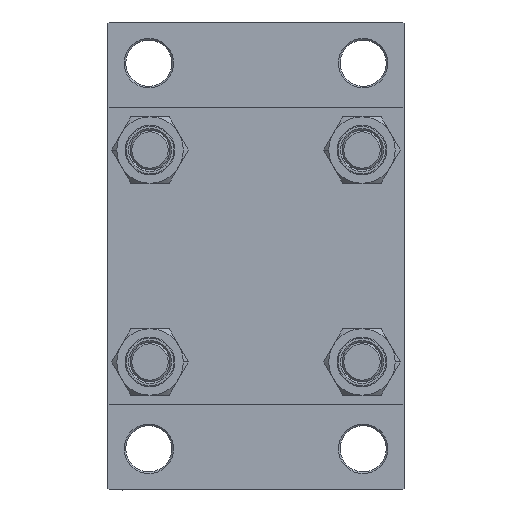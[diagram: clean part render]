
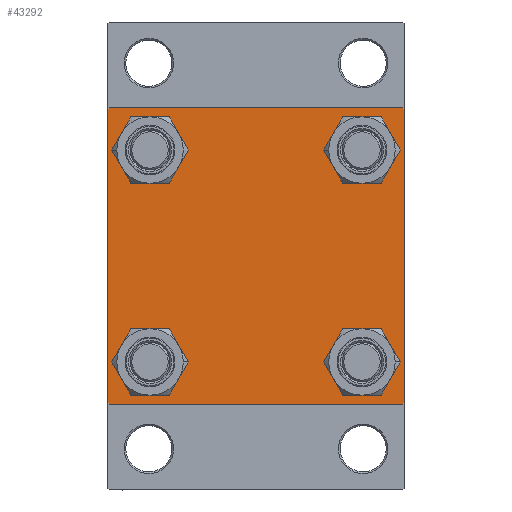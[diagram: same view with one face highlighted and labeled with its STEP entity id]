
A CAD part, left-side view. The second image highlights one B-rep face of the part: STEP entity #43292.
In plain terms, the highlighted planar face has unit normal (-1, 0, 0).
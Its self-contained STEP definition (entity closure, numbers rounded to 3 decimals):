
#332 = CARTESIAN_POINT ( 'NONE',  ( 0., 44.75, 44.75 ) ) ;
#1217 = CARTESIAN_POINT ( 'NONE',  ( 0., 45., 45. ) ) ;
#1741 = CARTESIAN_POINT ( 'NONE',  ( 0., 32.15, -25.65 ) ) ;
#1758 = FACE_BOUND ( 'NONE', #4925, .T. ) ;
#1876 = VERTEX_POINT ( 'NONE', #6340 ) ;
#2174 = CIRCLE ( 'NONE', #37979, 6.5 ) ;
#2409 = ORIENTED_EDGE ( 'NONE', *, *, #7725, .F. ) ;
#2701 = FACE_BOUND ( 'NONE', #13193, .T. ) ;
#2878 = VECTOR ( 'NONE', #31579, 1000. ) ;
#3071 = ORIENTED_EDGE ( 'NONE', *, *, #26065, .T. ) ;
#3444 = VERTEX_POINT ( 'NONE', #16682 ) ;
#3525 = ORIENTED_EDGE ( 'NONE', *, *, #10206, .T. ) ;
#3567 = DIRECTION ( 'NONE',  ( 0., 0., 1. ) ) ;
#3914 = CARTESIAN_POINT ( 'NONE',  ( 0., -45., 44.5 ) ) ;
#4122 = EDGE_CURVE ( 'NONE', #9308, #11982, #34823, .T. ) ;
#4546 = CARTESIAN_POINT ( 'NONE',  ( 0., -32.15, 32.15 ) ) ;
#4925 = EDGE_LOOP ( 'NONE', ( #12434, #9498 ) ) ;
#6026 = FACE_BOUND ( 'NONE', #40953, .T. ) ;
#6044 = CARTESIAN_POINT ( 'NONE',  ( 0., -45., 45. ) ) ;
#6271 = DIRECTION ( 'NONE',  ( 0., 0., 1. ) ) ;
#6325 = DIRECTION ( 'NONE',  ( 0., 0., 1. ) ) ;
#6340 = CARTESIAN_POINT ( 'NONE',  ( 0., -44.5, 45. ) ) ;
#6505 = CARTESIAN_POINT ( 'NONE',  ( 0., 45., 44.5 ) ) ;
#6783 = DIRECTION ( 'NONE',  ( 0., 0., 1. ) ) ;
#7065 = DIRECTION ( 'NONE',  ( 0., 0., 1. ) ) ;
#7105 = ORIENTED_EDGE ( 'NONE', *, *, #9752, .T. ) ;
#7230 = ORIENTED_EDGE ( 'NONE', *, *, #7958, .T. ) ;
#7419 = ORIENTED_EDGE ( 'NONE', *, *, #34704, .T. ) ;
#7725 = EDGE_CURVE ( 'NONE', #3444, #1876, #45035, .T. ) ;
#7958 = EDGE_CURVE ( 'NONE', #30416, #27410, #32577, .T. ) ;
#8138 = CARTESIAN_POINT ( 'NONE',  ( 0., 32.15, -32.15 ) ) ;
#8248 = CIRCLE ( 'NONE', #24251, 6.5 ) ;
#8706 = ORIENTED_EDGE ( 'NONE', *, *, #23674, .T. ) ;
#9103 = DIRECTION ( 'NONE',  ( 0., 0.707, 0.707 ) ) ;
#9308 = VERTEX_POINT ( 'NONE', #9947 ) ;
#9498 = ORIENTED_EDGE ( 'NONE', *, *, #10092, .T. ) ;
#9719 = CARTESIAN_POINT ( 'NONE',  ( 0., -32.15, -25.65 ) ) ;
#9736 = VERTEX_POINT ( 'NONE', #29443 ) ;
#9752 = EDGE_CURVE ( 'NONE', #9736, #31212, #35719, .T. ) ;
#9947 = CARTESIAN_POINT ( 'NONE',  ( 0., -32.15, 25.65 ) ) ;
#10092 = EDGE_CURVE ( 'NONE', #42331, #43088, #2174, .T. ) ;
#10206 = EDGE_CURVE ( 'NONE', #45608, #42616, #41772, .T. ) ;
#11370 = CARTESIAN_POINT ( 'NONE',  ( 0., -32.15, 38.65 ) ) ;
#11481 = CIRCLE ( 'NONE', #12280, 6.5 ) ;
#11982 = VERTEX_POINT ( 'NONE', #11370 ) ;
#12280 = AXIS2_PLACEMENT_3D ( 'NONE', #34026, #19464, #15663 ) ;
#12308 = LINE ( 'NONE', #30226, #24408 ) ;
#12434 = ORIENTED_EDGE ( 'NONE', *, *, #13807, .T. ) ;
#13193 = EDGE_LOOP ( 'NONE', ( #7105, #8706 ) ) ;
#13807 = EDGE_CURVE ( 'NONE', #43088, #42331, #38879, .T. ) ;
#13883 = DIRECTION ( 'NONE',  ( 0., 0., 1. ) ) ;
#14152 = VERTEX_POINT ( 'NONE', #3914 ) ;
#14904 = DIRECTION ( 'NONE',  ( 0., -0.707, 0.707 ) ) ;
#15146 = AXIS2_PLACEMENT_3D ( 'NONE', #32549, #28975, #6783 ) ;
#15518 = ORIENTED_EDGE ( 'NONE', *, *, #36103, .T. ) ;
#15663 = DIRECTION ( 'NONE',  ( 0., 0., 1. ) ) ;
#15759 = DIRECTION ( 'NONE',  ( 0., 0., 1. ) ) ;
#15834 = ORIENTED_EDGE ( 'NONE', *, *, #23558, .T. ) ;
#16091 = CARTESIAN_POINT ( 'NONE',  ( 0., 45., -44.5 ) ) ;
#16682 = CARTESIAN_POINT ( 'NONE',  ( 0., 44.5, 45. ) ) ;
#16762 = CARTESIAN_POINT ( 'NONE',  ( 0., 0., 0. ) ) ;
#18860 = DIRECTION ( 'NONE',  ( 1., 0., 0. ) ) ;
#19464 = DIRECTION ( 'NONE',  ( 1., 0., 0. ) ) ;
#20148 = VECTOR ( 'NONE', #32763, 1000. ) ;
#20156 = CARTESIAN_POINT ( 'NONE',  ( 0., 32.15, 32.15 ) ) ;
#20166 = DIRECTION ( 'NONE',  ( 0., -0.707, -0.707 ) ) ;
#20382 = VECTOR ( 'NONE', #9103, 1000. ) ;
#20789 = LINE ( 'NONE', #35352, #20382 ) ;
#21359 = ORIENTED_EDGE ( 'NONE', *, *, #35250, .T. ) ;
#21924 = AXIS2_PLACEMENT_3D ( 'NONE', #4546, #18860, #23133 ) ;
#22460 = VECTOR ( 'NONE', #30535, 1000. ) ;
#22474 = CARTESIAN_POINT ( 'NONE',  ( 0., 32.15, -38.65 ) ) ;
#22499 = CIRCLE ( 'NONE', #36970, 6.5 ) ;
#22837 = CARTESIAN_POINT ( 'NONE',  ( 0., 45., 45. ) ) ;
#22932 = DIRECTION ( 'NONE',  ( 1., 0., 0. ) ) ;
#23058 = CARTESIAN_POINT ( 'NONE',  ( 0., -45., -44.5 ) ) ;
#23133 = DIRECTION ( 'NONE',  ( 0., 0., 1. ) ) ;
#23558 = EDGE_CURVE ( 'NONE', #3444, #23965, #36574, .T. ) ;
#23674 = EDGE_CURVE ( 'NONE', #31212, #9736, #22499, .T. ) ;
#23921 = PLANE ( 'NONE',  #44979 ) ;
#23965 = VERTEX_POINT ( 'NONE', #6505 ) ;
#24251 = AXIS2_PLACEMENT_3D ( 'NONE', #34351, #43187, #3567 ) ;
#24408 = VECTOR ( 'NONE', #20166, 1000. ) ;
#24785 = EDGE_LOOP ( 'NONE', ( #3071, #27352, #15518, #7230, #43235, #7419, #2409, #15834 ) ) ;
#26065 = EDGE_CURVE ( 'NONE', #23965, #39811, #29858, .T. ) ;
#27352 = ORIENTED_EDGE ( 'NONE', *, *, #44170, .T. ) ;
#27410 = VERTEX_POINT ( 'NONE', #23058 ) ;
#28527 = CARTESIAN_POINT ( 'NONE',  ( 0., -44.75, -44.75 ) ) ;
#28710 = ORIENTED_EDGE ( 'NONE', *, *, #4122, .T. ) ;
#28919 = DIRECTION ( 'NONE',  ( 1., 0., 0. ) ) ;
#28975 = DIRECTION ( 'NONE',  ( 1., 0., 0. ) ) ;
#29443 = CARTESIAN_POINT ( 'NONE',  ( 0., 32.15, 38.65 ) ) ;
#29568 = VECTOR ( 'NONE', #41426, 1000. ) ;
#29576 = DIRECTION ( 'NONE',  ( 0., -1., 0. ) ) ;
#29820 = LINE ( 'NONE', #40783, #37923 ) ;
#29858 = LINE ( 'NONE', #1217, #22460 ) ;
#30226 = CARTESIAN_POINT ( 'NONE',  ( 0., 44.75, -44.75 ) ) ;
#30416 = VERTEX_POINT ( 'NONE', #35720 ) ;
#30535 = DIRECTION ( 'NONE',  ( 0., 0., -1. ) ) ;
#31212 = VERTEX_POINT ( 'NONE', #38887 ) ;
#31579 = DIRECTION ( 'NONE',  ( 0., 0., -1. ) ) ;
#32097 = DIRECTION ( 'NONE',  ( 1., 0., 0. ) ) ;
#32549 = CARTESIAN_POINT ( 'NONE',  ( 0., 32.15, 32.15 ) ) ;
#32577 = LINE ( 'NONE', #28527, #32595 ) ;
#32595 = VECTOR ( 'NONE', #14904, 1000. ) ;
#32763 = DIRECTION ( 'NONE',  ( 0., 0.707, -0.707 ) ) ;
#33728 = CARTESIAN_POINT ( 'NONE',  ( 0., 44.5, -45. ) ) ;
#33944 = EDGE_CURVE ( 'NONE', #14152, #27410, #38725, .T. ) ;
#34026 = CARTESIAN_POINT ( 'NONE',  ( 0., 32.15, -32.15 ) ) ;
#34351 = CARTESIAN_POINT ( 'NONE',  ( 0., -32.15, 32.15 ) ) ;
#34704 = EDGE_CURVE ( 'NONE', #14152, #1876, #20789, .T. ) ;
#34823 = CIRCLE ( 'NONE', #21924, 6.5 ) ;
#34894 = FACE_OUTER_BOUND ( 'NONE', #24785, .T. ) ;
#35250 = EDGE_CURVE ( 'NONE', #11982, #9308, #8248, .T. ) ;
#35352 = CARTESIAN_POINT ( 'NONE',  ( 0., -44.75, 44.75 ) ) ;
#35719 = CIRCLE ( 'NONE', #15146, 6.5 ) ;
#35720 = CARTESIAN_POINT ( 'NONE',  ( 0., -44.5, -45. ) ) ;
#35737 = EDGE_LOOP ( 'NONE', ( #41044, #3525 ) ) ;
#36103 = EDGE_CURVE ( 'NONE', #38157, #30416, #29820, .T. ) ;
#36574 = LINE ( 'NONE', #332, #20148 ) ;
#36783 = CARTESIAN_POINT ( 'NONE',  ( 0., -32.15, -32.15 ) ) ;
#36970 = AXIS2_PLACEMENT_3D ( 'NONE', #20156, #32097, #6325 ) ;
#37923 = VECTOR ( 'NONE', #29576, 1000. ) ;
#37979 = AXIS2_PLACEMENT_3D ( 'NONE', #36783, #28919, #13883 ) ;
#37997 = FACE_BOUND ( 'NONE', #35737, .T. ) ;
#38157 = VERTEX_POINT ( 'NONE', #33728 ) ;
#38281 = CARTESIAN_POINT ( 'NONE',  ( 0., -32.15, -38.65 ) ) ;
#38725 = LINE ( 'NONE', #6044, #2878 ) ;
#38812 = DIRECTION ( 'NONE',  ( 1., 0., 0. ) ) ;
#38879 = CIRCLE ( 'NONE', #45785, 6.5 ) ;
#38887 = CARTESIAN_POINT ( 'NONE',  ( 0., 32.15, 25.65 ) ) ;
#39765 = CARTESIAN_POINT ( 'NONE',  ( 0., -32.15, -32.15 ) ) ;
#39811 = VERTEX_POINT ( 'NONE', #16091 ) ;
#40783 = CARTESIAN_POINT ( 'NONE',  ( 0., 45., -45. ) ) ;
#40953 = EDGE_LOOP ( 'NONE', ( #21359, #28710 ) ) ;
#41044 = ORIENTED_EDGE ( 'NONE', *, *, #45956, .T. ) ;
#41045 = AXIS2_PLACEMENT_3D ( 'NONE', #8138, #22932, #15759 ) ;
#41426 = DIRECTION ( 'NONE',  ( 0., -1., 0. ) ) ;
#41772 = CIRCLE ( 'NONE', #41045, 6.5 ) ;
#42331 = VERTEX_POINT ( 'NONE', #38281 ) ;
#42616 = VERTEX_POINT ( 'NONE', #1741 ) ;
#43088 = VERTEX_POINT ( 'NONE', #9719 ) ;
#43187 = DIRECTION ( 'NONE',  ( 1., 0., 0. ) ) ;
#43235 = ORIENTED_EDGE ( 'NONE', *, *, #33944, .F. ) ;
#43292 = ADVANCED_FACE ( 'NONE', ( #6026, #1758, #37997, #2701, #34894 ), #23921, .T. ) ;
#44170 = EDGE_CURVE ( 'NONE', #39811, #38157, #12308, .T. ) ;
#44979 = AXIS2_PLACEMENT_3D ( 'NONE', #16762, #46385, #6271 ) ;
#45035 = LINE ( 'NONE', #22837, #29568 ) ;
#45608 = VERTEX_POINT ( 'NONE', #22474 ) ;
#45785 = AXIS2_PLACEMENT_3D ( 'NONE', #39765, #38812, #7065 ) ;
#45956 = EDGE_CURVE ( 'NONE', #42616, #45608, #11481, .T. ) ;
#46385 = DIRECTION ( 'NONE',  ( -1., 0., 0. ) ) ;
